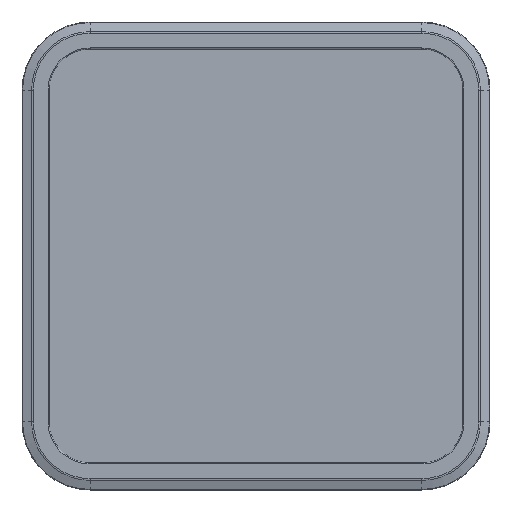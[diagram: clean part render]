
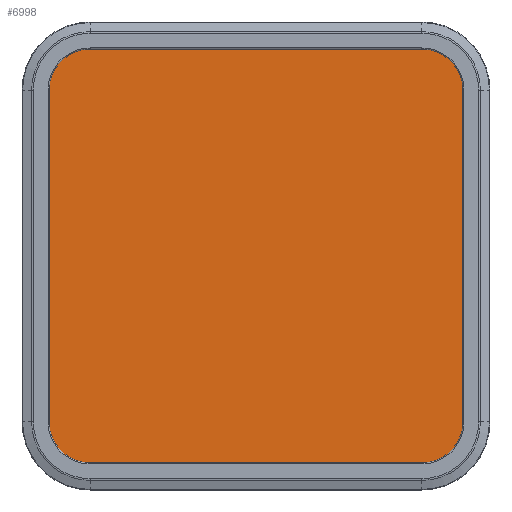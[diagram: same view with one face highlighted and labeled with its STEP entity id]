
A CAD part, top view. The second image highlights one B-rep face of the part: STEP entity #6998.
In plain terms, the highlighted planar face has unit normal (0, 0, 1).
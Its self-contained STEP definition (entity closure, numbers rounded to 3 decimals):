
#190 = DIRECTION ( 'NONE',  ( 0., 1., 0. ) ) ;
#244 = CARTESIAN_POINT ( 'NONE',  ( 159.5, -159.5, 5. ) ) ;
#552 = EDGE_CURVE ( 'NONE', #1101, #3991, #2791, .T. ) ;
#569 = CIRCLE ( 'NONE', #11401, 46.5 ) ;
#1101 = VERTEX_POINT ( 'NONE', #2445 ) ;
#1106 = LINE ( 'NONE', #2896, #11723 ) ;
#1178 = DIRECTION ( 'NONE',  ( 0., 0., 1. ) ) ;
#1260 = CIRCLE ( 'NONE', #8154, 46.5 ) ;
#1304 = DIRECTION ( 'NONE',  ( -1., 0., 0. ) ) ;
#1427 = DIRECTION ( 'NONE',  ( 0., 0., 1. ) ) ;
#1503 = CARTESIAN_POINT ( 'NONE',  ( 206., 159.5, 5. ) ) ;
#1590 = CARTESIAN_POINT ( 'NONE',  ( -206., 159.5, 5. ) ) ;
#1691 = EDGE_CURVE ( 'NONE', #4812, #6603, #569, .T. ) ;
#1765 = DIRECTION ( 'NONE',  ( 0., -1., 0. ) ) ;
#2237 = CARTESIAN_POINT ( 'NONE',  ( -206., -159.5, 5. ) ) ;
#2313 = CARTESIAN_POINT ( 'NONE',  ( -159.5, -206., 5. ) ) ;
#2445 = CARTESIAN_POINT ( 'NONE',  ( 159.5, -206., 5. ) ) ;
#2747 = VERTEX_POINT ( 'NONE', #4971 ) ;
#2786 = DIRECTION ( 'NONE',  ( 0., 0., 1. ) ) ;
#2791 = CIRCLE ( 'NONE', #7919, 46.5 ) ;
#2848 = DIRECTION ( 'NONE',  ( 0., 0., 1. ) ) ;
#2856 = DIRECTION ( 'NONE',  ( 1., 0., 0. ) ) ;
#2896 = CARTESIAN_POINT ( 'NONE',  ( -159.5, 206., 5. ) ) ;
#3018 = EDGE_LOOP ( 'NONE', ( #8548, #6096, #6578, #11904, #8109, #6821, #9553, #4250 ) ) ;
#3372 = VERTEX_POINT ( 'NONE', #2237 ) ;
#3837 = EDGE_CURVE ( 'NONE', #2747, #7818, #9275, .T. ) ;
#3991 = VERTEX_POINT ( 'NONE', #10016 ) ;
#4023 = CARTESIAN_POINT ( 'NONE',  ( -159.5, 159.5, 5. ) ) ;
#4250 = ORIENTED_EDGE ( 'NONE', *, *, #6940, .T. ) ;
#4551 = AXIS2_PLACEMENT_3D ( 'NONE', #4023, #1178, #1304 ) ;
#4712 = CARTESIAN_POINT ( 'NONE',  ( 159.5, 159.5, 5. ) ) ;
#4812 = VERTEX_POINT ( 'NONE', #1503 ) ;
#4827 = CARTESIAN_POINT ( 'NONE',  ( 159.5, 159.5, 5. ) ) ;
#4971 = CARTESIAN_POINT ( 'NONE',  ( -159.5, 206., 5. ) ) ;
#5518 = DIRECTION ( 'NONE',  ( 0., 0., 1. ) ) ;
#5674 = DIRECTION ( 'NONE',  ( -1., 0., 0. ) ) ;
#5950 = AXIS2_PLACEMENT_3D ( 'NONE', #4827, #2848, #6606 ) ;
#5985 = CARTESIAN_POINT ( 'NONE',  ( -159.5, -159.5, 5. ) ) ;
#6096 = ORIENTED_EDGE ( 'NONE', *, *, #8903, .T. ) ;
#6169 = VECTOR ( 'NONE', #1765, 1000. ) ;
#6578 = ORIENTED_EDGE ( 'NONE', *, *, #3837, .T. ) ;
#6603 = VERTEX_POINT ( 'NONE', #11997 ) ;
#6606 = DIRECTION ( 'NONE',  ( 1., 0., 0. ) ) ;
#6821 = ORIENTED_EDGE ( 'NONE', *, *, #10949, .T. ) ;
#6940 = EDGE_CURVE ( 'NONE', #3991, #4812, #11424, .T. ) ;
#6998 = ADVANCED_FACE ( 'NONE', ( #7533 ), #7651, .T. ) ;
#7533 = FACE_OUTER_BOUND ( 'NONE', #3018, .T. ) ;
#7536 = VECTOR ( 'NONE', #190, 1000. ) ;
#7651 = PLANE ( 'NONE',  #5950 ) ;
#7658 = CARTESIAN_POINT ( 'NONE',  ( -159.5, -206., 5. ) ) ;
#7798 = EDGE_CURVE ( 'NONE', #7818, #3372, #9239, .T. ) ;
#7810 = DIRECTION ( 'NONE',  ( 1., 0., 0. ) ) ;
#7818 = VERTEX_POINT ( 'NONE', #1590 ) ;
#7919 = AXIS2_PLACEMENT_3D ( 'NONE', #244, #2786, #9621 ) ;
#8109 = ORIENTED_EDGE ( 'NONE', *, *, #8466, .T. ) ;
#8154 = AXIS2_PLACEMENT_3D ( 'NONE', #5985, #1427, #9767 ) ;
#8460 = CARTESIAN_POINT ( 'NONE',  ( 206., 159.5, 5. ) ) ;
#8466 = EDGE_CURVE ( 'NONE', #3372, #11549, #1260, .T. ) ;
#8548 = ORIENTED_EDGE ( 'NONE', *, *, #1691, .T. ) ;
#8903 = EDGE_CURVE ( 'NONE', #6603, #2747, #1106, .T. ) ;
#8931 = LINE ( 'NONE', #2313, #10579 ) ;
#9239 = LINE ( 'NONE', #10234, #6169 ) ;
#9275 = CIRCLE ( 'NONE', #4551, 46.5 ) ;
#9553 = ORIENTED_EDGE ( 'NONE', *, *, #552, .T. ) ;
#9621 = DIRECTION ( 'NONE',  ( 1., 0., 0. ) ) ;
#9767 = DIRECTION ( 'NONE',  ( -1., 0., 0. ) ) ;
#10016 = CARTESIAN_POINT ( 'NONE',  ( 206., -159.5, 5. ) ) ;
#10234 = CARTESIAN_POINT ( 'NONE',  ( -206., 159.5, 5. ) ) ;
#10579 = VECTOR ( 'NONE', #7810, 1000. ) ;
#10949 = EDGE_CURVE ( 'NONE', #11549, #1101, #8931, .T. ) ;
#11401 = AXIS2_PLACEMENT_3D ( 'NONE', #4712, #5518, #2856 ) ;
#11424 = LINE ( 'NONE', #8460, #7536 ) ;
#11549 = VERTEX_POINT ( 'NONE', #7658 ) ;
#11723 = VECTOR ( 'NONE', #5674, 1000. ) ;
#11904 = ORIENTED_EDGE ( 'NONE', *, *, #7798, .T. ) ;
#11997 = CARTESIAN_POINT ( 'NONE',  ( 159.5, 206., 5. ) ) ;
